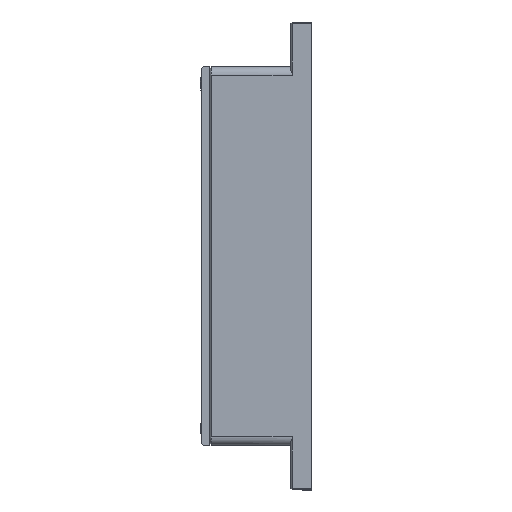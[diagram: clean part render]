
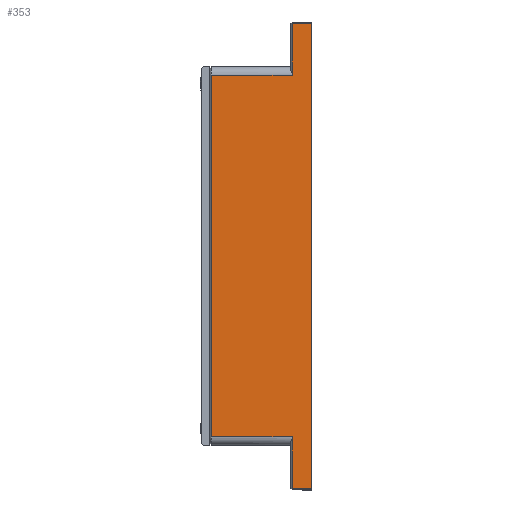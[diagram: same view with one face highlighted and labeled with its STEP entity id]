
A CAD part, left-side view. The second image highlights one B-rep face of the part: STEP entity #353.
In plain terms, the highlighted planar face has unit normal (-1, 0, 0).
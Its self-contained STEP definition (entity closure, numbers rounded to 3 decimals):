
#198 = VECTOR ( 'NONE', #661, 1000. ) ;
#240 = DIRECTION ( 'NONE',  ( -1., 0., 0. ) ) ;
#353 = ADVANCED_FACE ( 'NONE', ( #890 ), #5256, .T. ) ;
#494 = CARTESIAN_POINT ( 'NONE',  ( -160., -0.7, -85. ) ) ;
#502 = ORIENTED_EDGE ( 'NONE', *, *, #4841, .T. ) ;
#533 = LINE ( 'NONE', #4969, #5242 ) ;
#661 = DIRECTION ( 'NONE',  ( 0., 0., -1. ) ) ;
#680 = DIRECTION ( 'NONE',  ( 0., -1., 0. ) ) ;
#781 = CARTESIAN_POINT ( 'NONE',  ( -160., 37.3, 85. ) ) ;
#805 = EDGE_LOOP ( 'NONE', ( #991, #5143, #5651, #5592, #5586, #3034, #502, #1225 ) ) ;
#890 = FACE_OUTER_BOUND ( 'NONE', #805, .T. ) ;
#941 = EDGE_CURVE ( 'NONE', #3752, #5488, #533, .T. ) ;
#991 = ORIENTED_EDGE ( 'NONE', *, *, #3607, .T. ) ;
#1056 = DIRECTION ( 'NONE',  ( 0., 0., -1. ) ) ;
#1076 = VECTOR ( 'NONE', #680, 1000. ) ;
#1160 = CARTESIAN_POINT ( 'NONE',  ( -160., 38., 85. ) ) ;
#1200 = LINE ( 'NONE', #3661, #4541 ) ;
#1225 = ORIENTED_EDGE ( 'NONE', *, *, #3394, .T. ) ;
#1229 = VERTEX_POINT ( 'NONE', #1539 ) ;
#1509 = CARTESIAN_POINT ( 'NONE',  ( -160., -0.7, -110. ) ) ;
#1539 = CARTESIAN_POINT ( 'NONE',  ( -160., -0.7, 85. ) ) ;
#1709 = CARTESIAN_POINT ( 'NONE',  ( -160., -0.7, 109.3 ) ) ;
#1863 = LINE ( 'NONE', #4531, #3806 ) ;
#2049 = DIRECTION ( 'NONE',  ( 0., 0., 1. ) ) ;
#2070 = LINE ( 'NONE', #2484, #198 ) ;
#2122 = LINE ( 'NONE', #1509, #3706 ) ;
#2130 = DIRECTION ( 'NONE',  ( 0., 0., -1. ) ) ;
#2300 = EDGE_CURVE ( 'NONE', #5488, #4356, #2070, .T. ) ;
#2484 = CARTESIAN_POINT ( 'NONE',  ( -160., -0.7, -110. ) ) ;
#2805 = DIRECTION ( 'NONE',  ( 0., 0., 1. ) ) ;
#3009 = VERTEX_POINT ( 'NONE', #5404 ) ;
#3034 = ORIENTED_EDGE ( 'NONE', *, *, #5023, .T. ) ;
#3086 = VECTOR ( 'NONE', #2130, 1000. ) ;
#3100 = CARTESIAN_POINT ( 'NONE',  ( -160., 37.3, -85. ) ) ;
#3135 = CARTESIAN_POINT ( 'NONE',  ( -160., -10., -109.3 ) ) ;
#3394 = EDGE_CURVE ( 'NONE', #5827, #1229, #2122, .T. ) ;
#3425 = DIRECTION ( 'NONE',  ( 0., 1., 0. ) ) ;
#3607 = EDGE_CURVE ( 'NONE', #1229, #3763, #5840, .T. ) ;
#3661 = CARTESIAN_POINT ( 'NONE',  ( -160., -10., -110. ) ) ;
#3706 = VECTOR ( 'NONE', #1056, 1000. ) ;
#3752 = VERTEX_POINT ( 'NONE', #3100 ) ;
#3763 = VERTEX_POINT ( 'NONE', #781 ) ;
#3806 = VECTOR ( 'NONE', #4985, 1000. ) ;
#3825 = LINE ( 'NONE', #5278, #1076 ) ;
#3834 = VERTEX_POINT ( 'NONE', #3135 ) ;
#3987 = DIRECTION ( 'NONE',  ( 0., -1., 0. ) ) ;
#4048 = EDGE_CURVE ( 'NONE', #4356, #3834, #3825, .T. ) ;
#4356 = VERTEX_POINT ( 'NONE', #5012 ) ;
#4531 = CARTESIAN_POINT ( 'NONE',  ( -160., -10., 109.3 ) ) ;
#4541 = VECTOR ( 'NONE', #2805, 1000. ) ;
#4591 = VECTOR ( 'NONE', #3425, 1000. ) ;
#4744 = EDGE_CURVE ( 'NONE', #3763, #3752, #4918, .T. ) ;
#4841 = EDGE_CURVE ( 'NONE', #3009, #5827, #1863, .T. ) ;
#4918 = LINE ( 'NONE', #5368, #3086 ) ;
#4969 = CARTESIAN_POINT ( 'NONE',  ( -160., 0., -85. ) ) ;
#4985 = DIRECTION ( 'NONE',  ( 0., 1., 0. ) ) ;
#5012 = CARTESIAN_POINT ( 'NONE',  ( -160., -0.7, -109.3 ) ) ;
#5023 = EDGE_CURVE ( 'NONE', #3834, #3009, #1200, .T. ) ;
#5143 = ORIENTED_EDGE ( 'NONE', *, *, #4744, .T. ) ;
#5242 = VECTOR ( 'NONE', #3987, 1000. ) ;
#5256 = PLANE ( 'NONE',  #5518 ) ;
#5277 = CARTESIAN_POINT ( 'NONE',  ( -160., -10., -110. ) ) ;
#5278 = CARTESIAN_POINT ( 'NONE',  ( -160., -10., -109.3 ) ) ;
#5368 = CARTESIAN_POINT ( 'NONE',  ( -160., 37.3, -110. ) ) ;
#5404 = CARTESIAN_POINT ( 'NONE',  ( -160., -10., 109.3 ) ) ;
#5488 = VERTEX_POINT ( 'NONE', #494 ) ;
#5518 = AXIS2_PLACEMENT_3D ( 'NONE', #5277, #240, #2049 ) ;
#5586 = ORIENTED_EDGE ( 'NONE', *, *, #4048, .T. ) ;
#5592 = ORIENTED_EDGE ( 'NONE', *, *, #2300, .T. ) ;
#5651 = ORIENTED_EDGE ( 'NONE', *, *, #941, .T. ) ;
#5827 = VERTEX_POINT ( 'NONE', #1709 ) ;
#5840 = LINE ( 'NONE', #1160, #4591 ) ;
